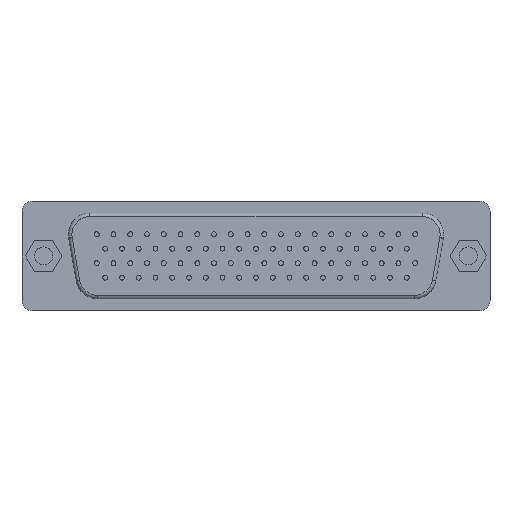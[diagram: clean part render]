
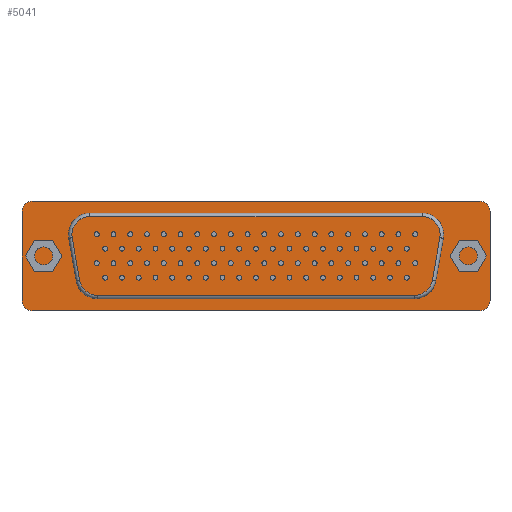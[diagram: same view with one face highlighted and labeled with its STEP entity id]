
A CAD part, top view. The second image highlights one B-rep face of the part: STEP entity #5041.
In plain terms, the highlighted planar face has unit normal (0, 0, 1).
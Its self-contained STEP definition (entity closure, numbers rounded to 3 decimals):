
#4786=CARTESIAN_POINT('',(-32.15,-7.875,7.15));
#4787=VERTEX_POINT('',#4786);
#4794=CARTESIAN_POINT('',(-33.65,-6.375,7.15));
#4795=VERTEX_POINT('',#4794);
#4796=CARTESIAN_POINT('',(-32.15,-6.375,7.15));
#4797=DIRECTION('',(0.0,0.0,-1.0));
#4798=DIRECTION('',(-0.707,-0.707,0.0));
#4799=AXIS2_PLACEMENT_3D('',#4796,#4797,#4798);
#4800=CIRCLE('',#4799,1.5);
#4801=EDGE_CURVE('',#4787,#4795,#4800,.T.);
#4825=CARTESIAN_POINT('',(32.15,-7.875,7.15));
#4826=VERTEX_POINT('',#4825);
#4833=CARTESIAN_POINT('',(32.15,-7.875,7.15));
#4834=DIRECTION('',(-1.0,0.0,0.0));
#4835=VECTOR('',#4834,64.3);
#4836=LINE('',#4833,#4835);
#4837=EDGE_CURVE('',#4826,#4787,#4836,.T.);
#4857=CARTESIAN_POINT('',(33.65,-6.375,7.15));
#4858=VERTEX_POINT('',#4857);
#4865=CARTESIAN_POINT('',(32.15,-6.375,7.15));
#4866=DIRECTION('',(0.0,0.0,-1.0));
#4867=DIRECTION('',(0.707,-0.707,0.0));
#4868=AXIS2_PLACEMENT_3D('',#4865,#4866,#4867);
#4869=CIRCLE('',#4868,1.5);
#4870=EDGE_CURVE('',#4858,#4826,#4869,.T.);
#4889=CARTESIAN_POINT('',(33.65,6.375,7.15));
#4890=VERTEX_POINT('',#4889);
#4897=CARTESIAN_POINT('',(33.65,6.375,7.15));
#4898=DIRECTION('',(0.0,-1.0,0.0));
#4899=VECTOR('',#4898,12.75);
#4900=LINE('',#4897,#4899);
#4901=EDGE_CURVE('',#4890,#4858,#4900,.T.);
#4921=CARTESIAN_POINT('',(32.15,7.875,7.15));
#4922=VERTEX_POINT('',#4921);
#4929=CARTESIAN_POINT('',(32.15,6.375,7.15));
#4930=DIRECTION('',(0.0,0.0,-1.0));
#4931=DIRECTION('',(0.707,0.707,0.0));
#4932=AXIS2_PLACEMENT_3D('',#4929,#4930,#4931);
#4933=CIRCLE('',#4932,1.5);
#4934=EDGE_CURVE('',#4922,#4890,#4933,.T.);
#4953=CARTESIAN_POINT('',(-32.15,7.875,7.15));
#4954=VERTEX_POINT('',#4953);
#4961=CARTESIAN_POINT('',(-32.15,7.875,7.15));
#4962=DIRECTION('',(1.0,0.0,0.0));
#4963=VECTOR('',#4962,64.3);
#4964=LINE('',#4961,#4963);
#4965=EDGE_CURVE('',#4954,#4922,#4964,.T.);
#4985=CARTESIAN_POINT('',(-33.65,6.375,7.15));
#4986=VERTEX_POINT('',#4985);
#4993=CARTESIAN_POINT('',(-32.15,6.375,7.15));
#4994=DIRECTION('',(0.0,0.0,-1.0));
#4995=DIRECTION('',(-0.707,0.707,0.0));
#4996=AXIS2_PLACEMENT_3D('',#4993,#4994,#4995);
#4997=CIRCLE('',#4996,1.5);
#4998=EDGE_CURVE('',#4986,#4954,#4997,.T.);
#5016=CARTESIAN_POINT('',(-33.65,-6.375,7.15));
#5017=DIRECTION('',(0.0,1.0,0.0));
#5018=VECTOR('',#5017,12.75);
#5019=LINE('',#5016,#5018);
#5020=EDGE_CURVE('',#4795,#4986,#5019,.T.);
#5026=CARTESIAN_POINT('',(0.,0.,7.15));
#5027=DIRECTION('',(0.0,0.0,1.0));
#5028=DIRECTION('',(1.0,0.0,0.0));
#5029=AXIS2_PLACEMENT_3D('',#5026,#5027,#5028);
#5030=PLANE('',#5029);
#5031=ORIENTED_EDGE('',*,*,#5020,.F.);
#5032=ORIENTED_EDGE('',*,*,#4801,.F.);
#5033=ORIENTED_EDGE('',*,*,#4837,.F.);
#5034=ORIENTED_EDGE('',*,*,#4870,.F.);
#5035=ORIENTED_EDGE('',*,*,#4901,.F.);
#5036=ORIENTED_EDGE('',*,*,#4934,.F.);
#5037=ORIENTED_EDGE('',*,*,#4965,.F.);
#5038=ORIENTED_EDGE('',*,*,#4998,.F.);
#5039=EDGE_LOOP('',(#5031,#5032,#5033,#5034,#5035,#5036,#5037,#5038));
#5040=FACE_OUTER_BOUND('',#5039,.T.);
#5041=ADVANCED_FACE('',(#5040),#5030,.T.);
